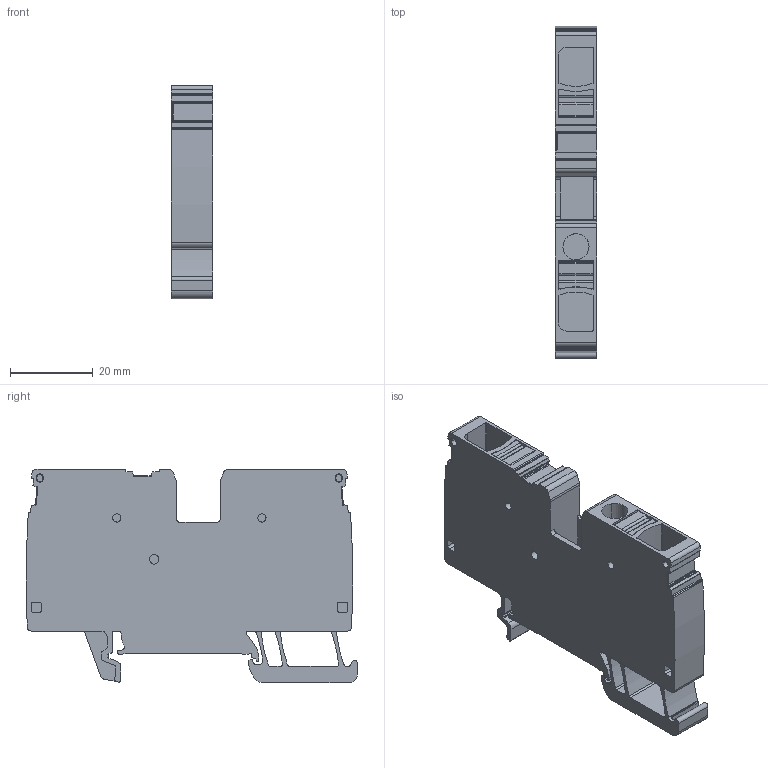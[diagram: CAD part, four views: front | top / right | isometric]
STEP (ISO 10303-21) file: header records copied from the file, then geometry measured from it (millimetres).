
FILE_DESCRIPTION(('CATIA V5 STEP Exchange','CAx-IF Rec.Pracs.--- Model Styling and Organization---1.5--- 2016-08-15','CAx-IF Rec.Pracs.---Supplemental Geometry---1.0---2011-11-01','CAx-IF Rec.Pracs.--- Composite Materials ---1.1---2010-07-15'),'2;1');
FILE_NAME ('D1462805_1', '2024-05-27T10:46:20+00:00', ('none'), ('Weidmueller'), 'CATIA Version 5-6 Release 2022 SP4 HF5', 'CATIA V5 STEP AP214 v3', 'none');
FILE_SCHEMA(('AUTOMOTIVE_DESIGN { 1 0 10303 214 1 1 1 1 }'));
Length unit declared in the file: millimetre
Products named in the file (1): v5-standard_part
Bounding box: 10 x 80.06 x 51.45 mm (x, y, z)
Volume: 28342.3 mm3; surface area: 13511.4 mm2
Topology: 1 solids, 3 shells, 499 faces, 1443 edges, 960 vertices
Faces by surface type: cylinder 247, plane 236, cone 8, sphere 4, torus 4
Entity records: 16423 total; most frequent: CARTESIAN_POINT 3289, ORIENTED_EDGE 2878, DIRECTION 2163, EDGE_CURVE 1439, VERTEX_POINT 960, VECTOR 909, LINE 909, AXIS2_PLACEMENT_3D 859
